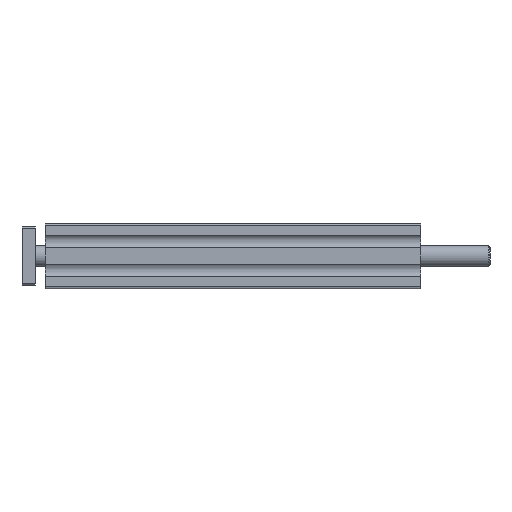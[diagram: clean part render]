
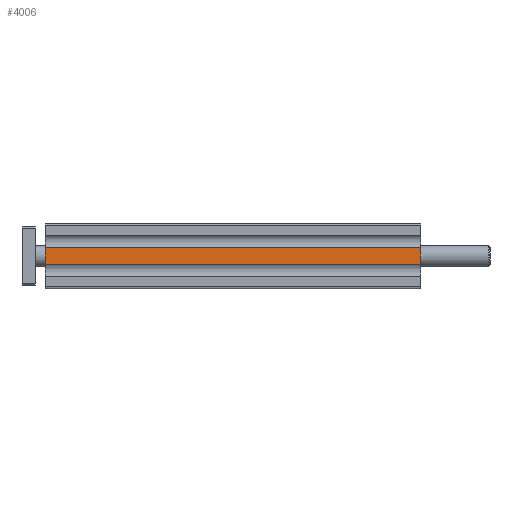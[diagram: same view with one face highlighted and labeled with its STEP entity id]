
A CAD part, front view. The second image highlights one B-rep face of the part: STEP entity #4006.
In plain terms, the highlighted planar face has unit normal (0, -1, 0).
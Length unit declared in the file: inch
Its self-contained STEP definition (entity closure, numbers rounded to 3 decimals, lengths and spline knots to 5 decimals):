
#454 = VERTEX_POINT ( 'NONE', #5223 ) ;
#459 = CARTESIAN_POINT ( 'NONE',  ( 17.67717, -3.18898, -0.38815 ) ) ;
#631 = EDGE_CURVE ( 'NONE', #4053, #6748, #9254, .T. ) ;
#1866 = VECTOR ( 'NONE', #6672, 39.37008 ) ;
#2201 = VECTOR ( 'NONE', #4658, 39.37008 ) ;
#2673 = DIRECTION ( 'NONE',  ( 1., 0., 0. ) ) ;
#2703 = LINE ( 'NONE', #7051, #6226 ) ;
#3515 = EDGE_CURVE ( 'NONE', #8246, #454, #2703, .T. ) ;
#3877 = EDGE_CURVE ( 'NONE', #8246, #4053, #12160, .T. ) ;
#4006 = ADVANCED_FACE ( 'NONE', ( #12502 ), #5824, .F. ) ;
#4053 = VERTEX_POINT ( 'NONE', #11805 ) ;
#4114 = VECTOR ( 'NONE', #13020, 39.37008 ) ;
#4239 = ORIENTED_EDGE ( 'NONE', *, *, #3515, .T. ) ;
#4386 = EDGE_LOOP ( 'NONE', ( #13810, #5452, #6854, #4239 ) ) ;
#4658 = DIRECTION ( 'NONE',  ( -1., 0., 0. ) ) ;
#4844 = DIRECTION ( 'NONE',  ( -1., 0., 0. ) ) ;
#5223 = CARTESIAN_POINT ( 'NONE',  ( 0., -3.18898, 0.38815 ) ) ;
#5452 = ORIENTED_EDGE ( 'NONE', *, *, #631, .F. ) ;
#5824 = PLANE ( 'NONE',  #12998 ) ;
#5932 = CARTESIAN_POINT ( 'NONE',  ( 17.67717, -3.18898, 0.38815 ) ) ;
#6226 = VECTOR ( 'NONE', #4844, 39.37008 ) ;
#6299 = CARTESIAN_POINT ( 'NONE',  ( 0., -3.18898, -0.38815 ) ) ;
#6672 = DIRECTION ( 'NONE',  ( 0., 0., -1. ) ) ;
#6748 = VERTEX_POINT ( 'NONE', #6299 ) ;
#6854 = ORIENTED_EDGE ( 'NONE', *, *, #3877, .F. ) ;
#7051 = CARTESIAN_POINT ( 'NONE',  ( 17.67717, -3.18898, 0.38815 ) ) ;
#7420 = LINE ( 'NONE', #7539, #4114 ) ;
#7539 = CARTESIAN_POINT ( 'NONE',  ( 0., -3.18898, 0.38815 ) ) ;
#8246 = VERTEX_POINT ( 'NONE', #5932 ) ;
#9045 = CARTESIAN_POINT ( 'NONE',  ( 17.67717, -3.18898, 0.38815 ) ) ;
#9254 = LINE ( 'NONE', #459, #2201 ) ;
#9801 = CARTESIAN_POINT ( 'NONE',  ( 17.67717, -3.18898, 0.38815 ) ) ;
#11805 = CARTESIAN_POINT ( 'NONE',  ( 17.67717, -3.18898, -0.38815 ) ) ;
#11875 = EDGE_CURVE ( 'NONE', #454, #6748, #7420, .T. ) ;
#12160 = LINE ( 'NONE', #9801, #1866 ) ;
#12376 = DIRECTION ( 'NONE',  ( 0., 1., 0. ) ) ;
#12502 = FACE_OUTER_BOUND ( 'NONE', #4386, .T. ) ;
#12998 = AXIS2_PLACEMENT_3D ( 'NONE', #9045, #12376, #2673 ) ;
#13020 = DIRECTION ( 'NONE',  ( 0., 0., -1. ) ) ;
#13810 = ORIENTED_EDGE ( 'NONE', *, *, #11875, .T. ) ;
